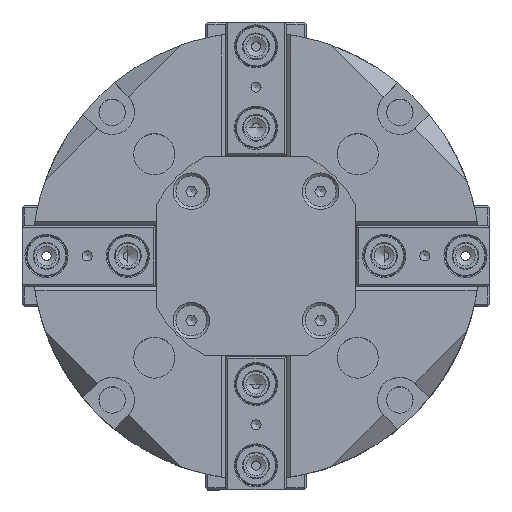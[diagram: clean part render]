
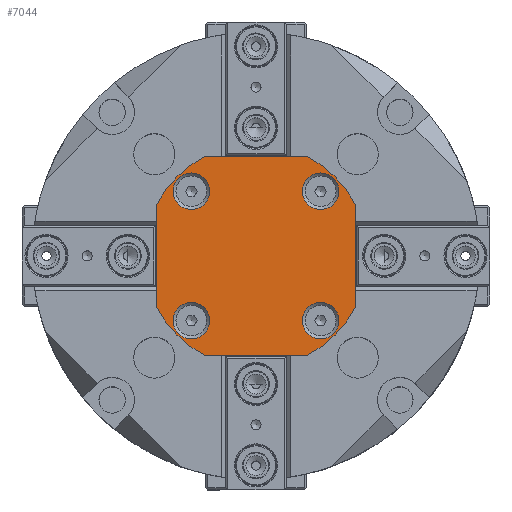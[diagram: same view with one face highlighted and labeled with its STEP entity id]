
A CAD part, top view. The second image highlights one B-rep face of the part: STEP entity #7044.
In plain terms, the highlighted planar face has unit normal (0, 0, 1).
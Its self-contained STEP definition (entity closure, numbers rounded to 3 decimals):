
#214=FACE_BOUND('',#1131,.T.);
#215=FACE_BOUND('',#1132,.T.);
#216=FACE_BOUND('',#1133,.T.);
#217=FACE_BOUND('',#1134,.T.);
#414=PLANE('',#7810);
#721=FACE_OUTER_BOUND('',#1130,.T.);
#1130=EDGE_LOOP('',(#5964,#5965,#5966,#5967,#5968,#5969,#5970,#5971));
#1131=EDGE_LOOP('',(#5972,#5973));
#1132=EDGE_LOOP('',(#5974,#5975));
#1133=EDGE_LOOP('',(#5976,#5977));
#1134=EDGE_LOOP('',(#5978,#5979));
#1498=CIRCLE('',#7767,4.5);
#1499=CIRCLE('',#7768,4.5);
#1503=CIRCLE('',#7774,4.5);
#1504=CIRCLE('',#7775,4.5);
#1508=CIRCLE('',#7781,4.5);
#1509=CIRCLE('',#7782,4.5);
#1513=CIRCLE('',#7788,4.5);
#1514=CIRCLE('',#7789,4.5);
#1519=CIRCLE('',#7796,27.5);
#1521=CIRCLE('',#7800,27.5);
#1523=CIRCLE('',#7804,27.5);
#1525=CIRCLE('',#7808,27.5);
#1948=LINE('',#12567,#2510);
#1952=LINE('',#12579,#2514);
#1956=LINE('',#12591,#2518);
#1960=LINE('',#12601,#2522);
#2510=VECTOR('',#9405,10.);
#2514=VECTOR('',#9417,10.);
#2518=VECTOR('',#9429,10.);
#2522=VECTOR('',#9441,10.);
#3284=VERTEX_POINT('',#12499);
#3285=VERTEX_POINT('',#12500);
#3289=VERTEX_POINT('',#12513);
#3290=VERTEX_POINT('',#12514);
#3294=VERTEX_POINT('',#12527);
#3295=VERTEX_POINT('',#12528);
#3299=VERTEX_POINT('',#12541);
#3300=VERTEX_POINT('',#12542);
#3306=VERTEX_POINT('',#12558);
#3307=VERTEX_POINT('',#12560);
#3309=VERTEX_POINT('',#12566);
#3311=VERTEX_POINT('',#12572);
#3313=VERTEX_POINT('',#12578);
#3315=VERTEX_POINT('',#12584);
#3317=VERTEX_POINT('',#12590);
#3319=VERTEX_POINT('',#12596);
#4204=EDGE_CURVE('',#3284,#3285,#1498,.T.);
#4205=EDGE_CURVE('',#3285,#3284,#1499,.T.);
#4211=EDGE_CURVE('',#3289,#3290,#1503,.T.);
#4212=EDGE_CURVE('',#3290,#3289,#1504,.T.);
#4218=EDGE_CURVE('',#3294,#3295,#1508,.T.);
#4219=EDGE_CURVE('',#3295,#3294,#1509,.T.);
#4225=EDGE_CURVE('',#3299,#3300,#1513,.T.);
#4226=EDGE_CURVE('',#3300,#3299,#1514,.T.);
#4234=EDGE_CURVE('',#3307,#3306,#1519,.T.);
#4237=EDGE_CURVE('',#3309,#3307,#1948,.T.);
#4240=EDGE_CURVE('',#3311,#3309,#1521,.T.);
#4243=EDGE_CURVE('',#3313,#3311,#1952,.T.);
#4246=EDGE_CURVE('',#3315,#3313,#1523,.T.);
#4249=EDGE_CURVE('',#3317,#3315,#1956,.T.);
#4252=EDGE_CURVE('',#3319,#3317,#1525,.T.);
#4255=EDGE_CURVE('',#3306,#3319,#1960,.T.);
#5964=ORIENTED_EDGE('',*,*,#4255,.T.);
#5965=ORIENTED_EDGE('',*,*,#4252,.T.);
#5966=ORIENTED_EDGE('',*,*,#4249,.T.);
#5967=ORIENTED_EDGE('',*,*,#4246,.T.);
#5968=ORIENTED_EDGE('',*,*,#4243,.T.);
#5969=ORIENTED_EDGE('',*,*,#4240,.T.);
#5970=ORIENTED_EDGE('',*,*,#4237,.T.);
#5971=ORIENTED_EDGE('',*,*,#4234,.T.);
#5972=ORIENTED_EDGE('',*,*,#4204,.T.);
#5973=ORIENTED_EDGE('',*,*,#4205,.T.);
#5974=ORIENTED_EDGE('',*,*,#4211,.T.);
#5975=ORIENTED_EDGE('',*,*,#4212,.T.);
#5976=ORIENTED_EDGE('',*,*,#4218,.T.);
#5977=ORIENTED_EDGE('',*,*,#4219,.T.);
#5978=ORIENTED_EDGE('',*,*,#4225,.T.);
#5979=ORIENTED_EDGE('',*,*,#4226,.T.);
#7044=ADVANCED_FACE('',(#721,#214,#215,#216,#217),#414,.T.);
#7767=AXIS2_PLACEMENT_3D('',#12501,#9332,#9333);
#7768=AXIS2_PLACEMENT_3D('',#12502,#9334,#9335);
#7774=AXIS2_PLACEMENT_3D('',#12515,#9348,#9349);
#7775=AXIS2_PLACEMENT_3D('',#12516,#9350,#9351);
#7781=AXIS2_PLACEMENT_3D('',#12529,#9364,#9365);
#7782=AXIS2_PLACEMENT_3D('',#12530,#9366,#9367);
#7788=AXIS2_PLACEMENT_3D('',#12543,#9380,#9381);
#7789=AXIS2_PLACEMENT_3D('',#12544,#9382,#9383);
#7796=AXIS2_PLACEMENT_3D('',#12561,#9399,#9400);
#7800=AXIS2_PLACEMENT_3D('',#12573,#9411,#9412);
#7804=AXIS2_PLACEMENT_3D('',#12585,#9423,#9424);
#7808=AXIS2_PLACEMENT_3D('',#12597,#9435,#9436);
#7810=AXIS2_PLACEMENT_3D('',#12602,#9442,#9443);
#9332=DIRECTION('center_axis',(0.,0.,-1.));
#9333=DIRECTION('ref_axis',(1.,0.,0.));
#9334=DIRECTION('center_axis',(0.,0.,-1.));
#9335=DIRECTION('ref_axis',(1.,0.,0.));
#9348=DIRECTION('center_axis',(0.,0.,-1.));
#9349=DIRECTION('ref_axis',(1.,0.,0.));
#9350=DIRECTION('center_axis',(0.,0.,-1.));
#9351=DIRECTION('ref_axis',(1.,0.,0.));
#9364=DIRECTION('center_axis',(0.,0.,-1.));
#9365=DIRECTION('ref_axis',(1.,0.,0.));
#9366=DIRECTION('center_axis',(0.,0.,-1.));
#9367=DIRECTION('ref_axis',(1.,0.,0.));
#9380=DIRECTION('center_axis',(0.,0.,-1.));
#9381=DIRECTION('ref_axis',(1.,0.,0.));
#9382=DIRECTION('center_axis',(0.,0.,-1.));
#9383=DIRECTION('ref_axis',(1.,0.,0.));
#9399=DIRECTION('center_axis',(0.,0.,1.));
#9400=DIRECTION('ref_axis',(-0.461,0.887,0.));
#9405=DIRECTION('',(-1.,0.,0.));
#9411=DIRECTION('center_axis',(0.,0.,1.));
#9412=DIRECTION('ref_axis',(0.887,0.461,0.));
#9417=DIRECTION('',(0.,1.,0.));
#9423=DIRECTION('center_axis',(0.,0.,1.));
#9424=DIRECTION('ref_axis',(0.461,-0.887,0.));
#9429=DIRECTION('',(1.,0.,0.));
#9435=DIRECTION('center_axis',(0.,0.,1.));
#9436=DIRECTION('ref_axis',(-0.887,-0.461,0.));
#9441=DIRECTION('',(0.,-1.,0.));
#9442=DIRECTION('center_axis',(0.,0.,1.));
#9443=DIRECTION('ref_axis',(1.,0.,0.));
#12499=CARTESIAN_POINT('',(20.4,-15.9,3.));
#12500=CARTESIAN_POINT('',(11.4,-15.9,3.));
#12501=CARTESIAN_POINT('Origin',(15.9,-15.9,3.));
#12502=CARTESIAN_POINT('Origin',(15.9,-15.9,3.));
#12513=CARTESIAN_POINT('',(-11.4,15.9,3.));
#12514=CARTESIAN_POINT('',(-20.4,15.9,3.));
#12515=CARTESIAN_POINT('Origin',(-15.9,15.9,3.));
#12516=CARTESIAN_POINT('Origin',(-15.9,15.9,3.));
#12527=CARTESIAN_POINT('',(20.4,15.9,3.));
#12528=CARTESIAN_POINT('',(11.4,15.9,3.));
#12529=CARTESIAN_POINT('Origin',(15.9,15.9,3.));
#12530=CARTESIAN_POINT('Origin',(15.9,15.9,3.));
#12541=CARTESIAN_POINT('',(-11.4,-15.9,3.));
#12542=CARTESIAN_POINT('',(-20.4,-15.9,3.));
#12543=CARTESIAN_POINT('Origin',(-15.9,-15.9,3.));
#12544=CARTESIAN_POINT('Origin',(-15.9,-15.9,3.));
#12558=CARTESIAN_POINT('',(-24.4,12.684,3.));
#12560=CARTESIAN_POINT('',(-12.684,24.4,3.));
#12561=CARTESIAN_POINT('Origin',(0.,0.,3.));
#12566=CARTESIAN_POINT('',(12.684,24.4,3.));
#12567=CARTESIAN_POINT('',(12.684,24.4,3.));
#12572=CARTESIAN_POINT('',(24.4,12.684,3.));
#12573=CARTESIAN_POINT('Origin',(0.,0.,3.));
#12578=CARTESIAN_POINT('',(24.4,-12.684,3.));
#12579=CARTESIAN_POINT('',(24.4,-12.684,3.));
#12584=CARTESIAN_POINT('',(12.684,-24.4,3.));
#12585=CARTESIAN_POINT('Origin',(0.,0.,3.));
#12590=CARTESIAN_POINT('',(-12.684,-24.4,3.));
#12591=CARTESIAN_POINT('',(-12.684,-24.4,3.));
#12596=CARTESIAN_POINT('',(-24.4,-12.684,3.));
#12597=CARTESIAN_POINT('Origin',(0.,0.,3.));
#12601=CARTESIAN_POINT('',(-24.4,12.684,3.));
#12602=CARTESIAN_POINT('Origin',(0.,0.,3.));
